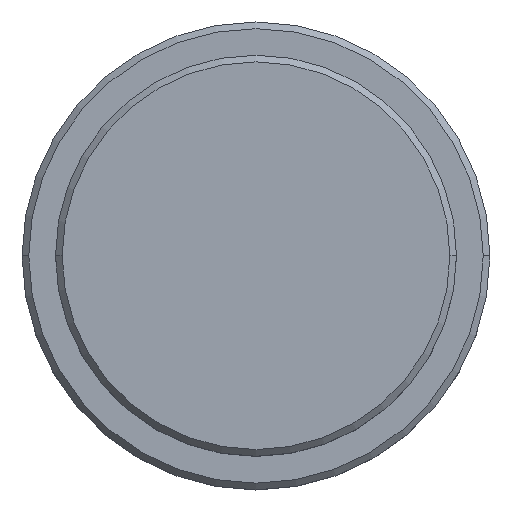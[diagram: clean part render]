
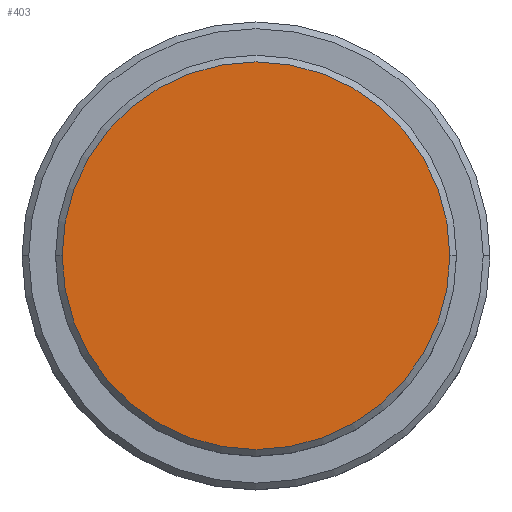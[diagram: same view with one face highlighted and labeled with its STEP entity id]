
A CAD part, top view. The second image highlights one B-rep face of the part: STEP entity #403.
In plain terms, the highlighted planar face has unit normal (0, 0, 1).
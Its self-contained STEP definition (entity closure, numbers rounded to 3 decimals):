
#101 = CIRCLE ( 'NONE', #174, 14.5 ) ;
#167 = EDGE_CURVE ( 'NONE', #896, #1380, #862, .T. ) ;
#174 = AXIS2_PLACEMENT_3D ( 'NONE', #1406, #1226, #430 ) ;
#280 = EDGE_LOOP ( 'NONE', ( #848, #672 ) ) ;
#334 = DIRECTION ( 'NONE',  ( 0., 0., 1. ) ) ;
#347 = CARTESIAN_POINT ( 'NONE',  ( 0., 0., 0. ) ) ;
#352 = AXIS2_PLACEMENT_3D ( 'NONE', #1379, #1164, #868 ) ;
#403 = ADVANCED_FACE ( 'NONE', ( #1387 ), #1401, .T. ) ;
#421 = AXIS2_PLACEMENT_3D ( 'NONE', #347, #334, #687 ) ;
#430 = DIRECTION ( 'NONE',  ( 1., 0., 0. ) ) ;
#617 = EDGE_CURVE ( 'NONE', #1380, #896, #101, .T. ) ;
#672 = ORIENTED_EDGE ( 'NONE', *, *, #617, .T. ) ;
#687 = DIRECTION ( 'NONE',  ( 1., 0., 0. ) ) ;
#754 = CARTESIAN_POINT ( 'NONE',  ( -14.5, 0., 0. ) ) ;
#848 = ORIENTED_EDGE ( 'NONE', *, *, #167, .T. ) ;
#862 = CIRCLE ( 'NONE', #421, 14.5 ) ;
#868 = DIRECTION ( 'NONE',  ( 1., 0., 0. ) ) ;
#896 = VERTEX_POINT ( 'NONE', #754 ) ;
#1092 = CARTESIAN_POINT ( 'NONE',  ( 14.5, 0., 0. ) ) ;
#1164 = DIRECTION ( 'NONE',  ( 0., 0., 1. ) ) ;
#1226 = DIRECTION ( 'NONE',  ( 0., 0., 1. ) ) ;
#1379 = CARTESIAN_POINT ( 'NONE',  ( 0., 0., 0. ) ) ;
#1380 = VERTEX_POINT ( 'NONE', #1092 ) ;
#1387 = FACE_OUTER_BOUND ( 'NONE', #280, .T. ) ;
#1401 = PLANE ( 'NONE',  #352 ) ;
#1406 = CARTESIAN_POINT ( 'NONE',  ( 0., 0., 0. ) ) ;
